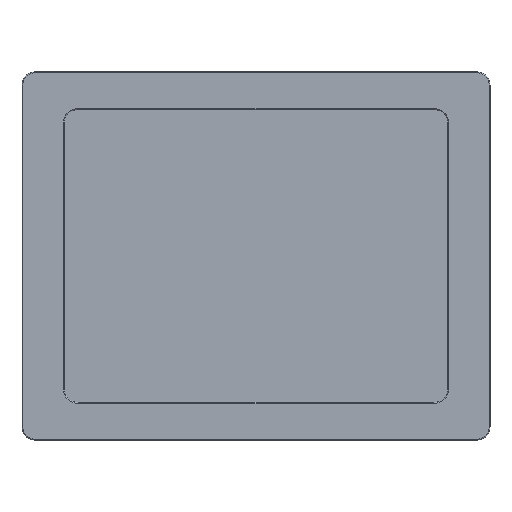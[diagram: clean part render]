
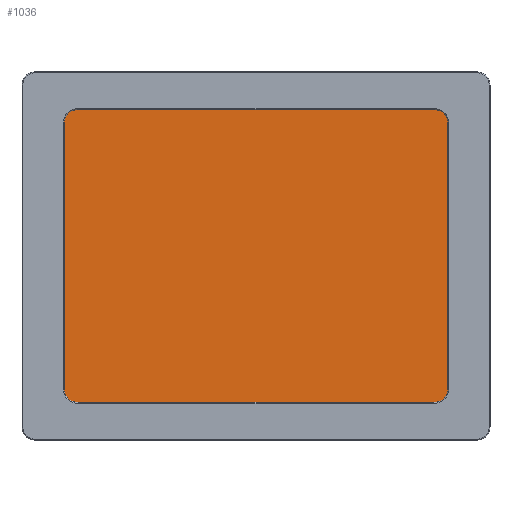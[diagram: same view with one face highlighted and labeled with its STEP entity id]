
A CAD part, top view. The second image highlights one B-rep face of the part: STEP entity #1036.
In plain terms, the highlighted planar face has unit normal (0, 0, 1).
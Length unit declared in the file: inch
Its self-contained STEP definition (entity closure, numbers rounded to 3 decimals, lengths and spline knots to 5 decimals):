
#58=FACE_OUTER_BOUND('',#126,.T.);
#126=EDGE_LOOP('',(#703,#704,#705,#706,#707,#708,#709,#710));
#207=LINE('',#1624,#299);
#208=LINE('',#1628,#300);
#209=LINE('',#1632,#301);
#210=LINE('',#1635,#302);
#299=VECTOR('',#1271,0.3937);
#300=VECTOR('',#1274,0.3937);
#301=VECTOR('',#1277,0.3937);
#302=VECTOR('',#1280,0.3937);
#391=CIRCLE('',#1129,0.393);
#392=CIRCLE('',#1130,0.393);
#393=CIRCLE('',#1131,0.393);
#394=CIRCLE('',#1132,0.393);
#455=VERTEX_POINT('',#1620);
#456=VERTEX_POINT('',#1621);
#457=VERTEX_POINT('',#1623);
#458=VERTEX_POINT('',#1625);
#459=VERTEX_POINT('',#1627);
#460=VERTEX_POINT('',#1629);
#461=VERTEX_POINT('',#1631);
#462=VERTEX_POINT('',#1633);
#551=EDGE_CURVE('',#455,#456,#391,.T.);
#552=EDGE_CURVE('',#457,#455,#207,.T.);
#553=EDGE_CURVE('',#458,#457,#392,.T.);
#554=EDGE_CURVE('',#459,#458,#208,.T.);
#555=EDGE_CURVE('',#460,#459,#393,.T.);
#556=EDGE_CURVE('',#461,#460,#209,.T.);
#557=EDGE_CURVE('',#462,#461,#394,.T.);
#558=EDGE_CURVE('',#456,#462,#210,.T.);
#703=ORIENTED_EDGE('',*,*,#551,.F.);
#704=ORIENTED_EDGE('',*,*,#552,.F.);
#705=ORIENTED_EDGE('',*,*,#553,.F.);
#706=ORIENTED_EDGE('',*,*,#554,.F.);
#707=ORIENTED_EDGE('',*,*,#555,.F.);
#708=ORIENTED_EDGE('',*,*,#556,.F.);
#709=ORIENTED_EDGE('',*,*,#557,.F.);
#710=ORIENTED_EDGE('',*,*,#558,.F.);
#1000=PLANE('',#1128);
#1036=ADVANCED_FACE('',(#58),#1000,.T.);
#1128=AXIS2_PLACEMENT_3D('',#1619,#1267,#1268);
#1129=AXIS2_PLACEMENT_3D('',#1622,#1269,#1270);
#1130=AXIS2_PLACEMENT_3D('',#1626,#1272,#1273);
#1131=AXIS2_PLACEMENT_3D('',#1630,#1275,#1276);
#1132=AXIS2_PLACEMENT_3D('',#1634,#1278,#1279);
#1267=DIRECTION('center_axis',(0.,0.,
1.));
#1268=DIRECTION('ref_axis',(1.,0.,0.));
#1269=DIRECTION('center_axis',(0.,0.,
-1.));
#1270=DIRECTION('ref_axis',(0.707,0.707,0.));
#1271=DIRECTION('',(1.,0.,0.));
#1272=DIRECTION('center_axis',(0.,0.,
-1.));
#1273=DIRECTION('ref_axis',(-0.707,0.707,0.));
#1274=DIRECTION('',(0.,1.,0.));
#1275=DIRECTION('center_axis',(0.,0.,
-1.));
#1276=DIRECTION('ref_axis',(-0.707,-0.707,0.));
#1277=DIRECTION('',(-1.,0.,0.));
#1278=DIRECTION('center_axis',(0.,0.,
-1.));
#1279=DIRECTION('ref_axis',(0.707,-0.707,0.));
#1280=DIRECTION('',(0.,-1.,0.));
#1619=CARTESIAN_POINT('Origin',(6.48461,-0.29808,0.5074));
#1620=CARTESIAN_POINT('',(11.71161,3.7561,0.5074));
#1621=CARTESIAN_POINT('',(12.10461,3.3631,0.5074));
#1622=CARTESIAN_POINT('Origin',(11.71161,3.3631,0.5074));
#1623=CARTESIAN_POINT('',(1.588,3.7561,0.5074));
#1624=CARTESIAN_POINT('',(9.29461,3.7561,0.5074));
#1625=CARTESIAN_POINT('',(1.195,3.3631,0.5074));
#1626=CARTESIAN_POINT('Origin',(1.588,3.3631,0.5074));
#1627=CARTESIAN_POINT('',(1.195,-4.17508,0.5074));
#1628=CARTESIAN_POINT('',(1.195,1.72901,0.5074));
#1629=CARTESIAN_POINT('',(1.588,-4.56808,0.5074));
#1630=CARTESIAN_POINT('Origin',(1.588,-4.17508,0.5074));
#1631=CARTESIAN_POINT('',(11.71161,-4.56808,0.5074));
#1632=CARTESIAN_POINT('',(3.8398,-4.56808,0.5074));
#1633=CARTESIAN_POINT('',(12.10461,-4.17508,0.5074));
#1634=CARTESIAN_POINT('Origin',(11.71161,-4.17508,0.5074));
#1635=CARTESIAN_POINT('',(12.10461,-2.43308,0.5074));
